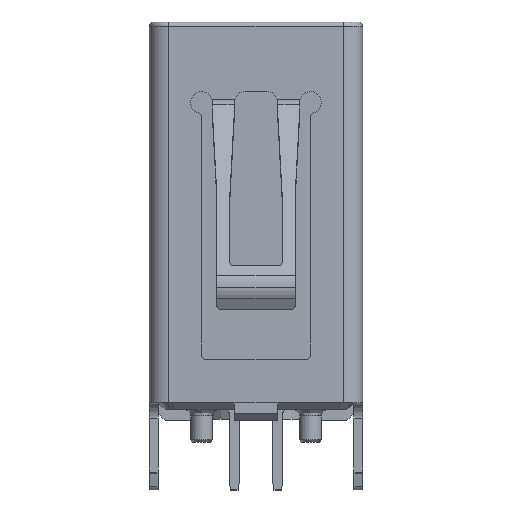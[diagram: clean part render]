
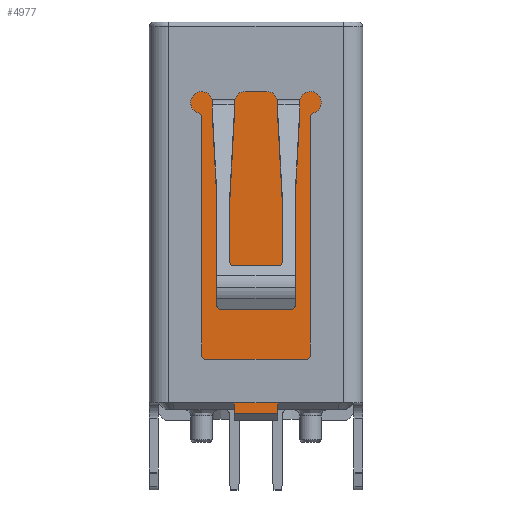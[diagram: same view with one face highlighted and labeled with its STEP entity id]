
A CAD part, front view. The second image highlights one B-rep face of the part: STEP entity #4977.
In plain terms, the highlighted planar face has unit normal (0, -1, 0).
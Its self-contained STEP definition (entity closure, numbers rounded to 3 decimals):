
#43 = EDGE_CURVE ( 'NONE', #5781, #4220, #10528, .T. ) ;
#55 = CARTESIAN_POINT ( 'NONE',  ( 0., -5.525, -8. ) ) ;
#113 = DIRECTION ( 'NONE',  ( 1., 0., 0. ) ) ;
#316 = VECTOR ( 'NONE', #780, 1000. ) ;
#449 = CARTESIAN_POINT ( 'NONE',  ( -3.775, -5.525, -8.8 ) ) ;
#518 = ORIENTED_EDGE ( 'NONE', *, *, #10004, .F. ) ;
#696 = VECTOR ( 'NONE', #14568, 1000. ) ;
#730 = VERTEX_POINT ( 'NONE', #9479 ) ;
#780 = DIRECTION ( 'NONE',  ( 0., 0., 1. ) ) ;
#808 = FACE_OUTER_BOUND ( 'NONE', #3983, .T. ) ;
#1285 = LINE ( 'NONE', #6445, #3396 ) ;
#1658 = ORIENTED_EDGE ( 'NONE', *, *, #2689, .T. ) ;
#2134 = EDGE_CURVE ( 'NONE', #14133, #14770, #1285, .T. ) ;
#2568 = VECTOR ( 'NONE', #13172, 1000. ) ;
#2621 = DIRECTION ( 'NONE',  ( 1., 0., 0. ) ) ;
#2689 = EDGE_CURVE ( 'NONE', #4220, #11844, #9899, .T. ) ;
#3110 = CARTESIAN_POINT ( 'NONE',  ( 3.775, -5.525, 7.5 ) ) ;
#3210 = LINE ( 'NONE', #11824, #15517 ) ;
#3363 = CARTESIAN_POINT ( 'NONE',  ( 0., -5.525, -8.5 ) ) ;
#3396 = VECTOR ( 'NONE', #10986, 1000. ) ;
#3493 = CARTESIAN_POINT ( 'NONE',  ( -1., -5.525, -8.5 ) ) ;
#3616 = CARTESIAN_POINT ( 'NONE',  ( 3.775, -5.525, -8. ) ) ;
#3883 = VERTEX_POINT ( 'NONE', #10611 ) ;
#3983 = EDGE_LOOP ( 'NONE', ( #11238, #13748, #518, #4318, #8760, #1658, #6535, #4245 ) ) ;
#4209 = VECTOR ( 'NONE', #113, 1000. ) ;
#4211 = VECTOR ( 'NONE', #8274, 1000. ) ;
#4220 = VERTEX_POINT ( 'NONE', #3493 ) ;
#4245 = ORIENTED_EDGE ( 'NONE', *, *, #13423, .T. ) ;
#4318 = ORIENTED_EDGE ( 'NONE', *, *, #6093, .T. ) ;
#4820 = AXIS2_PLACEMENT_3D ( 'NONE', #14621, #7515, #6543 ) ;
#4977 = ADVANCED_FACE ( 'NONE', ( #808 ), #15176, .T. ) ;
#5084 = EDGE_CURVE ( 'NONE', #14133, #11562, #11651, .T. ) ;
#5094 = CARTESIAN_POINT ( 'NONE',  ( -1., -5.525, -8. ) ) ;
#5781 = VERTEX_POINT ( 'NONE', #5094 ) ;
#6093 = EDGE_CURVE ( 'NONE', #730, #5781, #7407, .T. ) ;
#6144 = CARTESIAN_POINT ( 'NONE',  ( 0., -5.525, -8. ) ) ;
#6287 = CARTESIAN_POINT ( 'NONE',  ( -1., -5.525, -8.8 ) ) ;
#6445 = CARTESIAN_POINT ( 'NONE',  ( 3.775, -5.525, -8.8 ) ) ;
#6535 = ORIENTED_EDGE ( 'NONE', *, *, #15254, .T. ) ;
#6543 = DIRECTION ( 'NONE',  ( 0., 0., -1. ) ) ;
#7407 = LINE ( 'NONE', #55, #4209 ) ;
#7515 = DIRECTION ( 'NONE',  ( 0., -1., 0. ) ) ;
#7521 = CARTESIAN_POINT ( 'NONE',  ( 1., -5.525, -8.5 ) ) ;
#8274 = DIRECTION ( 'NONE',  ( 0., 0., -1. ) ) ;
#8512 = LINE ( 'NONE', #6144, #11254 ) ;
#8760 = ORIENTED_EDGE ( 'NONE', *, *, #43, .T. ) ;
#9479 = CARTESIAN_POINT ( 'NONE',  ( -3.775, -5.525, -8. ) ) ;
#9534 = LINE ( 'NONE', #449, #316 ) ;
#9899 = LINE ( 'NONE', #3363, #696 ) ;
#10004 = EDGE_CURVE ( 'NONE', #730, #11562, #9534, .T. ) ;
#10528 = LINE ( 'NONE', #6287, #4211 ) ;
#10611 = CARTESIAN_POINT ( 'NONE',  ( 1., -5.525, -8. ) ) ;
#10986 = DIRECTION ( 'NONE',  ( 0., 0., -1. ) ) ;
#11238 = ORIENTED_EDGE ( 'NONE', *, *, #2134, .F. ) ;
#11254 = VECTOR ( 'NONE', #2621, 1000. ) ;
#11562 = VERTEX_POINT ( 'NONE', #15312 ) ;
#11651 = LINE ( 'NONE', #13161, #2568 ) ;
#11824 = CARTESIAN_POINT ( 'NONE',  ( 1., -5.525, -8.8 ) ) ;
#11844 = VERTEX_POINT ( 'NONE', #7521 ) ;
#13026 = DIRECTION ( 'NONE',  ( 0., 0., 1. ) ) ;
#13161 = CARTESIAN_POINT ( 'NONE',  ( -3.275, -5.525, 7.5 ) ) ;
#13172 = DIRECTION ( 'NONE',  ( -1., 0., 0. ) ) ;
#13423 = EDGE_CURVE ( 'NONE', #3883, #14770, #8512, .T. ) ;
#13748 = ORIENTED_EDGE ( 'NONE', *, *, #5084, .T. ) ;
#14133 = VERTEX_POINT ( 'NONE', #3110 ) ;
#14568 = DIRECTION ( 'NONE',  ( 1., 0., 0. ) ) ;
#14621 = CARTESIAN_POINT ( 'NONE',  ( 0., -5.525, -8.8 ) ) ;
#14770 = VERTEX_POINT ( 'NONE', #3616 ) ;
#15176 = PLANE ( 'NONE',  #4820 ) ;
#15254 = EDGE_CURVE ( 'NONE', #11844, #3883, #3210, .T. ) ;
#15312 = CARTESIAN_POINT ( 'NONE',  ( -3.775, -5.525, 7.5 ) ) ;
#15517 = VECTOR ( 'NONE', #13026, 1000. ) ;
